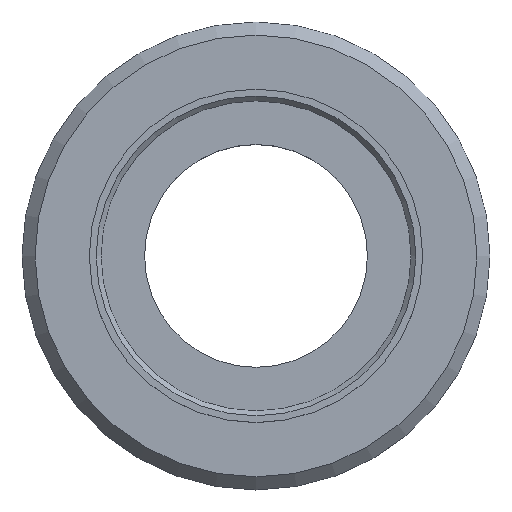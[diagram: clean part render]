
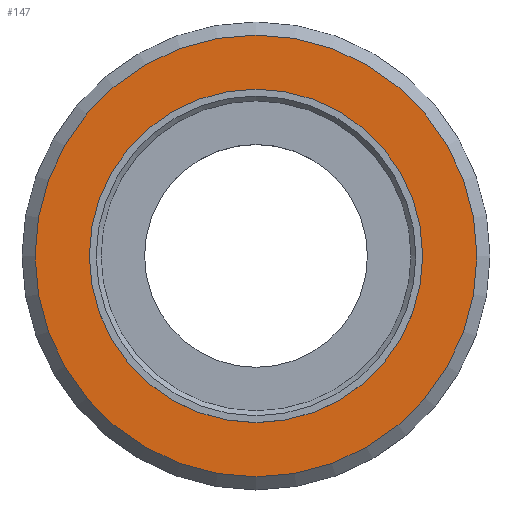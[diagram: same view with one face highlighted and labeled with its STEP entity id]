
A CAD part, top view. The second image highlights one B-rep face of the part: STEP entity #147.
In plain terms, the highlighted planar face has unit normal (0, 0, 1).
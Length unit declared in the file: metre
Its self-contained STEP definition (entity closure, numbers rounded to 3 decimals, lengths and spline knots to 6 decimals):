
#42=ORIENTED_EDGE('',*,*,#60,.T.);
#43=ORIENTED_EDGE('',*,*,#59,.F.);
#59=EDGE_CURVE('',#71,#71,#83,.T.);
#60=EDGE_CURVE('',#72,#72,#84,.T.);
#71=VERTEX_POINT('',#262);
#72=VERTEX_POINT('',#265);
#83=CIRCLE('',#179,0.0285);
#84=CIRCLE('',#181,0.037763);
#102=EDGE_LOOP('',(#42));
#103=EDGE_LOOP('',(#43));
#126=FACE_BOUND('',#102,.T.);
#127=FACE_BOUND('',#103,.T.);
#138=PLANE('',#180);
#147=ADVANCED_FACE('',(#126,#127),#138,.T.);
#179=AXIS2_PLACEMENT_3D('',#261,#219,#220);
#180=AXIS2_PLACEMENT_3D('',#263,#221,#222);
#181=AXIS2_PLACEMENT_3D('',#264,#223,#224);
#219=DIRECTION('',(0.,0.,1.));
#220=DIRECTION('',(1.,0.,0.));
#221=DIRECTION('',(0.,0.,1.));
#222=DIRECTION('',(1.,0.,0.));
#223=DIRECTION('',(0.,0.,1.));
#224=DIRECTION('',(1.,0.,0.));
#261=CARTESIAN_POINT('',(0.,0.,-0.003));
#262=CARTESIAN_POINT('',(0.0285,0.,-0.003));
#263=CARTESIAN_POINT('',(0.0285,0.,-0.003));
#264=CARTESIAN_POINT('',(0.,0.,-0.003));
#265=CARTESIAN_POINT('',(0.037763,0.,-0.003));
